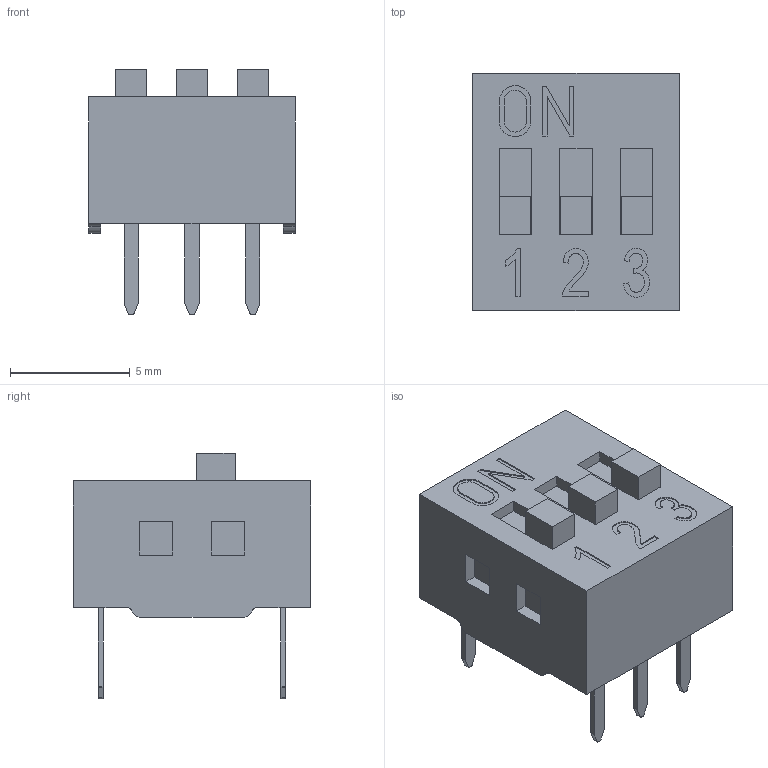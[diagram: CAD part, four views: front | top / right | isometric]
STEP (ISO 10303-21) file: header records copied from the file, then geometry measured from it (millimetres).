
FILE_DESCRIPTION(/* description */ (''),/* implementation_level */ '2;1');
FILE_NAME(/* name */ 'DIP Switch x03 Red.stp',/* time_stamp */ '2019-10-10T15:05:31+02:00',/* author */ ('Bernd das Brot'),/* organization */ (''),/* preprocessor_version */ 'ST-DEVELOPER v17.2',/* originating_system */ 'Autodesk Inventor 2019',/* authorisation */ '');
FILE_SCHEMA (('AUTOMOTIVE_DESIGN { 1 0 10303 214 3 1 1 }'));
Length unit declared in the file: millimetre
Products named in the file (5): DIP Switch x03; DIP Switch x03 Innenteil; DIP Switch Contact; DIP Switch Schalter; DIP Switch x03_1
Assembly tree (11 placements, depth 2):
  DIP Switch x03
    DIP Switch Contact  x6
    DIP Switch x03 Innenteil
    DIP Switch Schalter  x3
    DIP Switch x03_1
Bounding box: 8.62 x 9.9 x 10.25 mm (x, y, z)
Volume: 420.7 mm3; surface area: 1057.4 mm2
Topology: 11 solids, 11 shells, 271 faces, 702 edges, 468 vertices
Faces by surface type: plane 204, bspline 35, cylinder 32
Entity records: 6315 total; most frequent: CARTESIAN_POINT 1464, ORIENTED_EDGE 1008, DIRECTION 798, EDGE_CURVE 504, LINE 410, VECTOR 410, VERTEX_POINT 336, EDGE_LOOP 216
